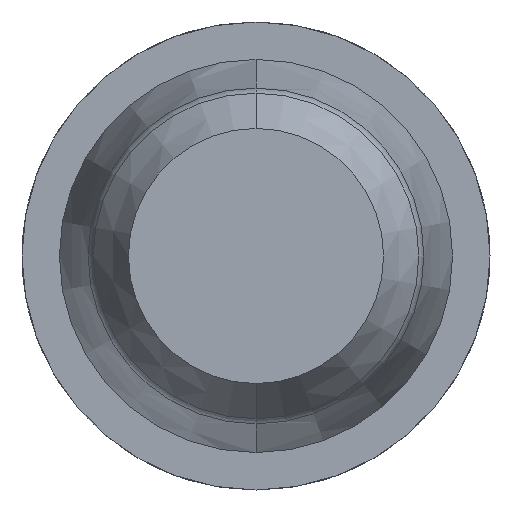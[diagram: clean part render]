
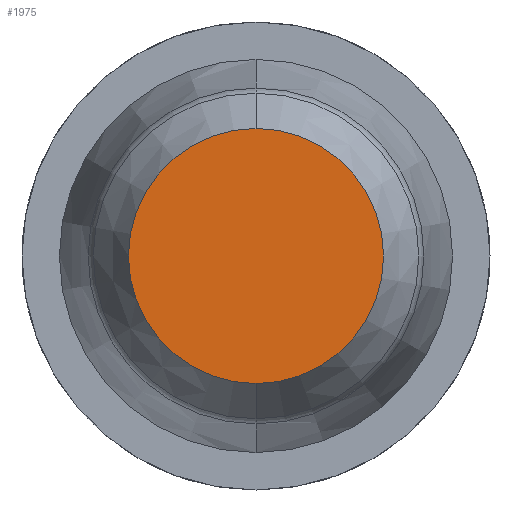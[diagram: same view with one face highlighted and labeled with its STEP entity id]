
A CAD part, front view. The second image highlights one B-rep face of the part: STEP entity #1975.
In plain terms, the highlighted planar face has unit normal (0, -1, 0).
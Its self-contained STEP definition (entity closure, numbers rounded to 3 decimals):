
#246 = DIRECTION ( 'NONE',  ( 0., 1., 0. ) ) ;
#262 = CARTESIAN_POINT ( 'NONE',  ( 0., -30.5, 0. ) ) ;
#642 = EDGE_CURVE ( 'Defeature ausgef�hrt2_1+Defeature ausgef�hrt2_0+Defeature ausgef�hrt2_0+Defeature ausgef�hrt2_0', #1403, #924, #2457, .T. ) ;
#702 = DIRECTION ( 'NONE',  ( 0., 0., 1. ) ) ;
#737 = CIRCLE ( 'NONE', #1899, 0.627 ) ;
#787 = ORIENTED_EDGE ( 'NONE', *, *, #642, .F. ) ;
#811 = ORIENTED_EDGE ( 'NONE', *, *, #4150, .F. ) ;
#924 = VERTEX_POINT ( 'NONE', #3504 ) ;
#992 = DIRECTION ( 'NONE',  ( 0., 0., 1. ) ) ;
#1403 = VERTEX_POINT ( 'NONE', #2943 ) ;
#1606 = DIRECTION ( 'NONE',  ( 0., 0., 1. ) ) ;
#1899 = AXIS2_PLACEMENT_3D ( 'NONE', #2675, #4038, #702 ) ;
#1975 = ADVANCED_FACE ( 'Defeature ausgef�hrt2_0', ( #3447 ), #4293, .F. ) ;
#2143 = EDGE_LOOP ( 'NONE', ( #811, #787 ) ) ;
#2301 = CARTESIAN_POINT ( 'NONE',  ( 0., -30.5, 0. ) ) ;
#2345 = DIRECTION ( 'NONE',  ( 0., 1., 0. ) ) ;
#2421 = AXIS2_PLACEMENT_3D ( 'NONE', #262, #246, #1606 ) ;
#2457 = CIRCLE ( 'NONE', #2421, 0.627 ) ;
#2540 = AXIS2_PLACEMENT_3D ( 'NONE', #2301, #2345, #992 ) ;
#2675 = CARTESIAN_POINT ( 'NONE',  ( 0., -30.5, 0. ) ) ;
#2943 = CARTESIAN_POINT ( 'NONE',  ( 0., -30.5, -0.627 ) ) ;
#3447 = FACE_OUTER_BOUND ( 'NONE', #2143, .T. ) ;
#3504 = CARTESIAN_POINT ( 'NONE',  ( 0., -30.5, 0.627 ) ) ;
#4038 = DIRECTION ( 'NONE',  ( 0., 1., 0. ) ) ;
#4150 = EDGE_CURVE ( 'Defeature ausgef�hrt2_1+Defeature ausgef�hrt2_0+Defeature ausgef�hrt2_0+Defeature ausgef�hrt2_0', #924, #1403, #737, .T. ) ;
#4293 = PLANE ( 'NONE',  #2540 ) ;
